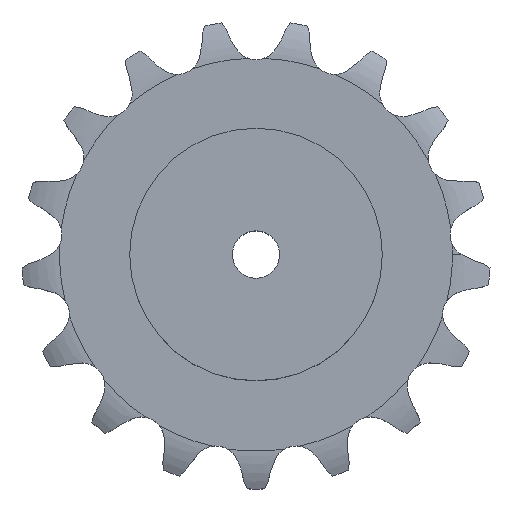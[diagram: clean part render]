
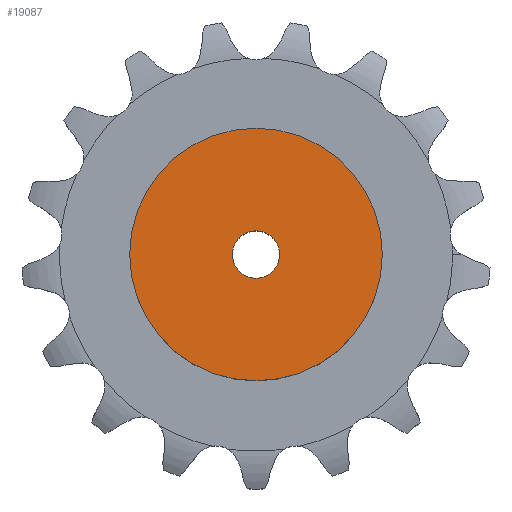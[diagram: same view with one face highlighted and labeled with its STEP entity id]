
A CAD part, top view. The second image highlights one B-rep face of the part: STEP entity #19087.
In plain terms, the highlighted planar face has unit normal (0, 0, 1).
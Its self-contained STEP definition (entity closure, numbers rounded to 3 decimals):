
#2649 = CYLINDRICAL_SURFACE('',#2650,80.);
#2650 = AXIS2_PLACEMENT_3D('',#2651,#2652,#2653);
#2651 = CARTESIAN_POINT('',(0.,0.,0.));
#2652 = DIRECTION('',(-0.,-0.,-1.));
#2653 = DIRECTION('',(1.,0.,0.));
#12472 = VERTEX_POINT('',#12473);
#12473 = CARTESIAN_POINT('',(80.,0.,90.));
#12494 = EDGE_CURVE('',#12472,#12472,#12495,.T.);
#12495 = SURFACE_CURVE('',#12496,(#12501,#12508),.PCURVE_S1.);
#12496 = CIRCLE('',#12497,80.);
#12497 = AXIS2_PLACEMENT_3D('',#12498,#12499,#12500);
#12498 = CARTESIAN_POINT('',(0.,0.,90.));
#12499 = DIRECTION('',(0.,0.,1.));
#12500 = DIRECTION('',(1.,0.,0.));
#12501 = PCURVE('',#2649,#12502);
#12502 = DEFINITIONAL_REPRESENTATION('',(#12503),#12507);
#12503 = LINE('',#12504,#12505);
#12504 = CARTESIAN_POINT('',(-0.,-90.));
#12505 = VECTOR('',#12506,1.);
#12506 = DIRECTION('',(-1.,0.));
#12507 = ( GEOMETRIC_REPRESENTATION_CONTEXT(2) 
PARAMETRIC_REPRESENTATION_CONTEXT() REPRESENTATION_CONTEXT('2D SPACE',''
  ) );
#12508 = PCURVE('',#12509,#12514);
#12509 = PLANE('',#12510);
#12510 = AXIS2_PLACEMENT_3D('',#12511,#12512,#12513);
#12511 = CARTESIAN_POINT('',(0.,0.,90.)
  );
#12512 = DIRECTION('',(0.,0.,1.));
#12513 = DIRECTION('',(1.,0.,0.));
#12514 = DEFINITIONAL_REPRESENTATION('',(#12515),#12519);
#12515 = CIRCLE('',#12516,80.);
#12516 = AXIS2_PLACEMENT_2D('',#12517,#12518);
#12517 = CARTESIAN_POINT('',(0.,0.));
#12518 = DIRECTION('',(1.,0.));
#12519 = ( GEOMETRIC_REPRESENTATION_CONTEXT(2) 
PARAMETRIC_REPRESENTATION_CONTEXT() REPRESENTATION_CONTEXT('2D SPACE',''
  ) );
#16370 = CYLINDRICAL_SURFACE('',#16371,15.);
#16371 = AXIS2_PLACEMENT_3D('',#16372,#16373,#16374);
#16372 = CARTESIAN_POINT('',(0.,0.,472.191));
#16373 = DIRECTION('',(0.,0.,1.));
#16374 = DIRECTION('',(1.,0.,0.));
#19087 = ADVANCED_FACE('',(#19088,#19091),#12509,.T.);
#19088 = FACE_BOUND('',#19089,.T.);
#19089 = EDGE_LOOP('',(#19090));
#19090 = ORIENTED_EDGE('',*,*,#12494,.T.);
#19091 = FACE_BOUND('',#19092,.T.);
#19092 = EDGE_LOOP('',(#19093));
#19093 = ORIENTED_EDGE('',*,*,#19094,.F.);
#19094 = EDGE_CURVE('',#19095,#19095,#19097,.T.);
#19095 = VERTEX_POINT('',#19096);
#19096 = CARTESIAN_POINT('',(15.,0.,90.));
#19097 = SURFACE_CURVE('',#19098,(#19103,#19110),.PCURVE_S1.);
#19098 = CIRCLE('',#19099,15.);
#19099 = AXIS2_PLACEMENT_3D('',#19100,#19101,#19102);
#19100 = CARTESIAN_POINT('',(0.,0.,90.));
#19101 = DIRECTION('',(0.,0.,1.));
#19102 = DIRECTION('',(1.,0.,0.));
#19103 = PCURVE('',#12509,#19104);
#19104 = DEFINITIONAL_REPRESENTATION('',(#19105),#19109);
#19105 = CIRCLE('',#19106,15.);
#19106 = AXIS2_PLACEMENT_2D('',#19107,#19108);
#19107 = CARTESIAN_POINT('',(0.,0.));
#19108 = DIRECTION('',(1.,0.));
#19109 = ( GEOMETRIC_REPRESENTATION_CONTEXT(2) 
PARAMETRIC_REPRESENTATION_CONTEXT() REPRESENTATION_CONTEXT('2D SPACE',''
  ) );
#19110 = PCURVE('',#16370,#19111);
#19111 = DEFINITIONAL_REPRESENTATION('',(#19112),#19116);
#19112 = LINE('',#19113,#19114);
#19113 = CARTESIAN_POINT('',(0.,-382.191));
#19114 = VECTOR('',#19115,1.);
#19115 = DIRECTION('',(1.,0.));
#19116 = ( GEOMETRIC_REPRESENTATION_CONTEXT(2) 
PARAMETRIC_REPRESENTATION_CONTEXT() REPRESENTATION_CONTEXT('2D SPACE',''
  ) );
